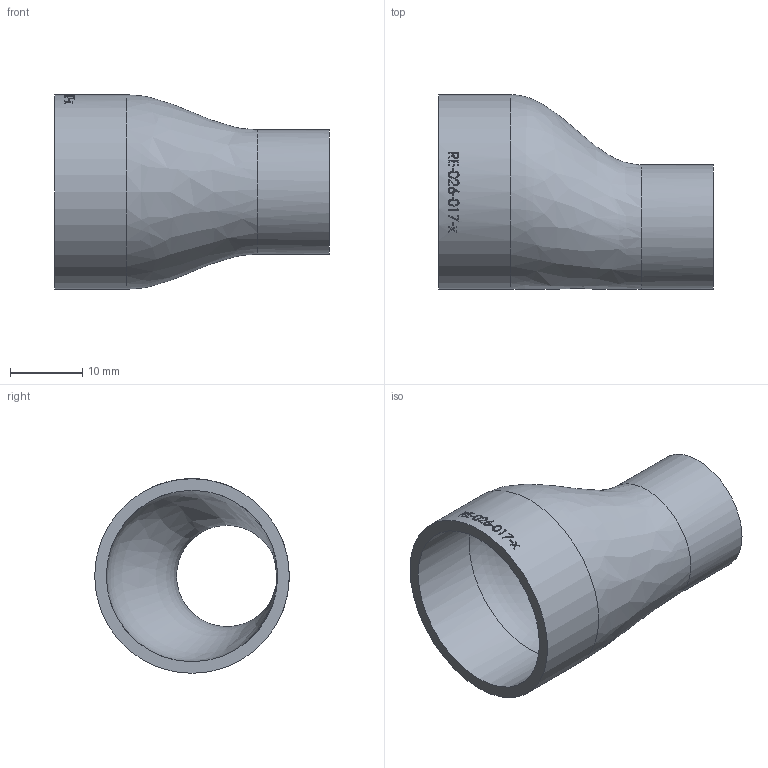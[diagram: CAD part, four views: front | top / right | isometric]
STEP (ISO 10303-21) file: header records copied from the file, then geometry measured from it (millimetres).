
FILE_DESCRIPTION (( 'STEP AP214' ), '1' );
FILE_NAME ('RE-026-017-x Reduzierung Exzenter 26,9x17,2x1,6x1,6 BL38 2012.STEP', '2021-01-02T12:00:20', ( '' ), ( '' ), 'SwSTEP 2.0', 'SolidWorks 2019', '' );
FILE_SCHEMA (( 'AUTOMOTIVE_DESIGN' ));
Length unit declared in the file: millimetre
Products named in the file (1): RE-026-017-x Reduzierung Exzenter 26,9x17,2x1,6x1,6 BL38 2012
Bounding box: 38 x 26.9 x 26.9 mm (x, y, z)
Volume: 4032.1 mm3; surface area: 5223.8 mm2
Topology: 1 solids, 1 shells, 131 faces, 342 edges, 228 vertices
Faces by surface type: bspline 60, plane 50, cylinder 21
Full cylindrical faces by diameter (mm): 14 x1, 17.2 x1, 23.7 x1, 26.9 x1
Entity records: 10637 total; most frequent: CARTESIAN_POINT 6657, ORIENTED_EDGE 652, DIRECTION 343, EDGE_CURVE 326, VERTEX_POINT 220, B_SPLINE_CURVE_WITH_KNOTS 188, EDGE_LOOP 154, FACE_OUTER_BOUND 136
